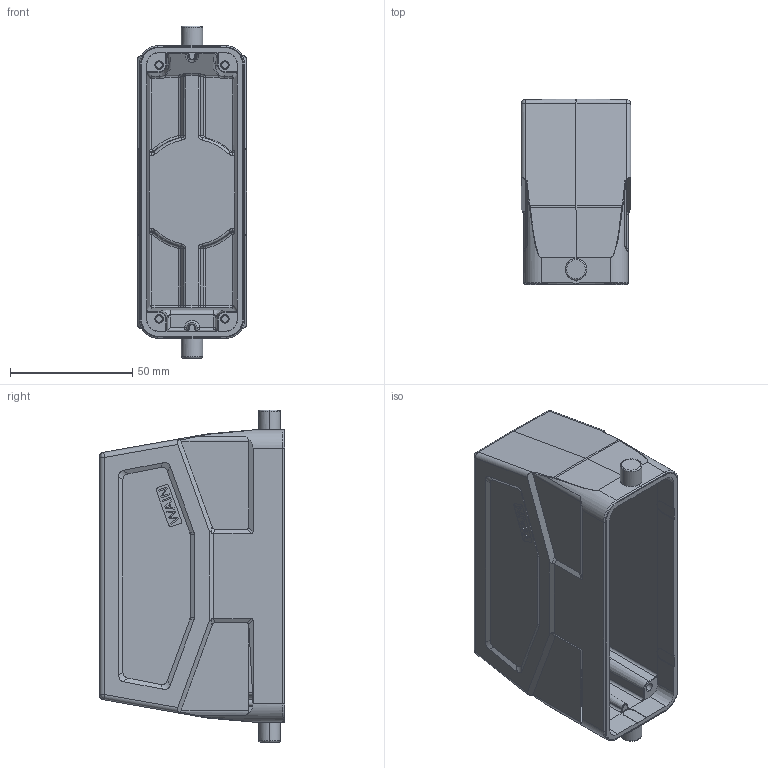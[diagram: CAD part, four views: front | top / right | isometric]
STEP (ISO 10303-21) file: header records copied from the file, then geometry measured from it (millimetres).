
FILE_DESCRIPTION((''),'2;1');
FILE_NAME('3D_1111249105002_W24B-BEH-2B_V1','2024-01-06T',('p.yu'),(''),'PRO/ENGINEER BY PARAMETRIC TECHNOLOGY CORPORATION, 2012480','PRO/ENGINEER BY PARAMETRIC TECHNOLOGY CORPORATION, 2012480','');
FILE_SCHEMA(('CONFIG_CONTROL_DESIGN'));
Length unit declared in the file: millimetre
Products named in the file (1): 3D_1111249105002_W24B-BEH-2B_V1
Bounding box: 45 x 76 x 136 mm (x, y, z)
Volume: 103532.9 mm3; surface area: 53730 mm2
Topology: 1 solids, 1 shells, 520 faces, 1349 edges, 833 vertices
Faces by surface type: plane 224, cylinder 155, bspline 56, torus 28, sphere 23, extrusion 20, cone 14
Entity records: 19158 total; most frequent: CARTESIAN_POINT 7211, ORIENTED_EDGE 2652, DIRECTION 2200, EDGE_CURVE 1326, VERTEX_POINT 833, VECTOR 736, AXIS2_PLACEMENT_3D 732, LINE 716
